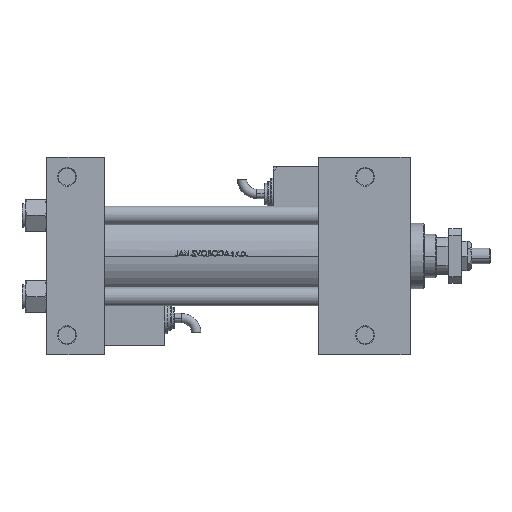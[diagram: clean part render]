
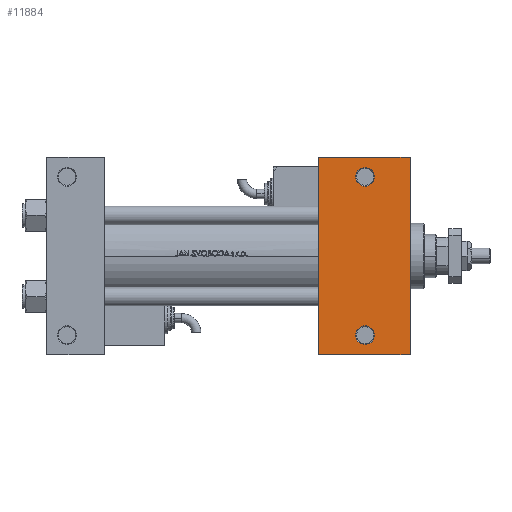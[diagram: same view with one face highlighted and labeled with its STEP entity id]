
A CAD part, front view. The second image highlights one B-rep face of the part: STEP entity #11884.
In plain terms, the highlighted face is planar.
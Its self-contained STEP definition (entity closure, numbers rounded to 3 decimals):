
#1426 = LINE ( 'NONE', #20710, #35572 ) ;
#2630 = VERTEX_POINT ( 'NONE', #32327 ) ;
#5083 = DIRECTION ( 'NONE',  ( -1., 0., 0. ) ) ;
#5127 = CARTESIAN_POINT ( 'NONE',  ( 234., 37.5, -37.5 ) ) ;
#5917 = DIRECTION ( 'NONE',  ( 0., 0., -1. ) ) ;
#6024 = DIRECTION ( 'NONE',  ( -1., 0., 0. ) ) ;
#7096 = VERTEX_POINT ( 'NONE', #22832 ) ;
#7220 = VERTEX_POINT ( 'NONE', #13025 ) ;
#8223 = VERTEX_POINT ( 'NONE', #11977 ) ;
#8334 = AXIS2_PLACEMENT_3D ( 'NONE', #19552, #23855, #35958 ) ;
#9148 = EDGE_CURVE ( 'NONE', #49284, #7096, #9369, .T. ) ;
#9369 = CIRCLE ( 'NONE', #21469, 5.999 ) ;
#9425 = VERTEX_POINT ( 'NONE', #16455 ) ;
#9526 = EDGE_LOOP ( 'NONE', ( #14971, #43954, #49764, #51945 ) ) ;
#9706 = DIRECTION ( 'NONE',  ( -1., 0., 0. ) ) ;
#10833 = DIRECTION ( 'NONE',  ( 0., -1., 0. ) ) ;
#11884 = ADVANCED_FACE ( 'NONE', ( #29654, #41780, #47137 ), #42047, .T. ) ;
#11977 = CARTESIAN_POINT ( 'NONE',  ( 234., -63.5, -37.5 ) ) ;
#13025 = CARTESIAN_POINT ( 'NONE',  ( 210.999, -51., -37.5 ) ) ;
#14610 = EDGE_CURVE ( 'NONE', #46823, #7220, #20812, .T. ) ;
#14637 = ORIENTED_EDGE ( 'NONE', *, *, #39372, .T. ) ;
#14971 = ORIENTED_EDGE ( 'NONE', *, *, #29528, .F. ) ;
#15298 = EDGE_CURVE ( 'NONE', #9425, #2630, #29044, .T. ) ;
#15429 = LINE ( 'NONE', #43711, #28308 ) ;
#16029 = AXIS2_PLACEMENT_3D ( 'NONE', #42002, #33643, #5083 ) ;
#16455 = CARTESIAN_POINT ( 'NONE',  ( 175., 63.5, -37.5 ) ) ;
#17617 = CARTESIAN_POINT ( 'NONE',  ( 210.999, 51., -37.5 ) ) ;
#19552 = CARTESIAN_POINT ( 'NONE',  ( 205., -51., -37.5 ) ) ;
#20023 = CARTESIAN_POINT ( 'NONE',  ( 175., -63.5, -37.5 ) ) ;
#20710 = CARTESIAN_POINT ( 'NONE',  ( 175., -63.5, -37.5 ) ) ;
#20812 = CIRCLE ( 'NONE', #49164, 5.999 ) ;
#21469 = AXIS2_PLACEMENT_3D ( 'NONE', #27081, #27613, #35933 ) ;
#22832 = CARTESIAN_POINT ( 'NONE',  ( 199.001, 51., -37.5 ) ) ;
#23855 = DIRECTION ( 'NONE',  ( 0., 0., 1. ) ) ;
#25623 = EDGE_LOOP ( 'NONE', ( #34444, #14637 ) ) ;
#26838 = EDGE_LOOP ( 'NONE', ( #51861, #29813 ) ) ;
#27081 = CARTESIAN_POINT ( 'NONE',  ( 205., 51., -37.5 ) ) ;
#27613 = DIRECTION ( 'NONE',  ( 0., 0., 1. ) ) ;
#27740 = VECTOR ( 'NONE', #53267, 1000. ) ;
#28157 = CARTESIAN_POINT ( 'NONE',  ( 175., 37.5, -37.5 ) ) ;
#28308 = VECTOR ( 'NONE', #10833, 1000. ) ;
#29044 = LINE ( 'NONE', #45468, #27740 ) ;
#29528 = EDGE_CURVE ( 'NONE', #9425, #33245, #32713, .T. ) ;
#29654 = FACE_BOUND ( 'NONE', #26838, .T. ) ;
#29813 = ORIENTED_EDGE ( 'NONE', *, *, #9148, .T. ) ;
#30134 = AXIS2_PLACEMENT_3D ( 'NONE', #5127, #5917, #9706 ) ;
#32327 = CARTESIAN_POINT ( 'NONE',  ( 234., 63.5, -37.5 ) ) ;
#32446 = EDGE_CURVE ( 'NONE', #8223, #33245, #1426, .T. ) ;
#32713 = LINE ( 'NONE', #28157, #49207 ) ;
#33245 = VERTEX_POINT ( 'NONE', #20023 ) ;
#33643 = DIRECTION ( 'NONE',  ( 0., 0., 1. ) ) ;
#34444 = ORIENTED_EDGE ( 'NONE', *, *, #14610, .T. ) ;
#35572 = VECTOR ( 'NONE', #6024, 1000. ) ;
#35933 = DIRECTION ( 'NONE',  ( -1., 0., 0. ) ) ;
#35958 = DIRECTION ( 'NONE',  ( -1., 0., 0. ) ) ;
#37013 = DIRECTION ( 'NONE',  ( 0., -1., 0. ) ) ;
#39372 = EDGE_CURVE ( 'NONE', #7220, #46823, #47898, .T. ) ;
#40298 = DIRECTION ( 'NONE',  ( -1., 0., 0. ) ) ;
#41254 = EDGE_CURVE ( 'NONE', #7096, #49284, #51267, .T. ) ;
#41780 = FACE_BOUND ( 'NONE', #25623, .T. ) ;
#42002 = CARTESIAN_POINT ( 'NONE',  ( 205., 51., -37.5 ) ) ;
#42047 = PLANE ( 'NONE',  #30134 ) ;
#42631 = CARTESIAN_POINT ( 'NONE',  ( 199.001, -51., -37.5 ) ) ;
#43711 = CARTESIAN_POINT ( 'NONE',  ( 234., 37.5, -37.5 ) ) ;
#43954 = ORIENTED_EDGE ( 'NONE', *, *, #15298, .T. ) ;
#44327 = DIRECTION ( 'NONE',  ( 0., 0., 1. ) ) ;
#45468 = CARTESIAN_POINT ( 'NONE',  ( 175., 63.5, -37.5 ) ) ;
#46823 = VERTEX_POINT ( 'NONE', #42631 ) ;
#46928 = EDGE_CURVE ( 'NONE', #2630, #8223, #15429, .T. ) ;
#47137 = FACE_OUTER_BOUND ( 'NONE', #9526, .T. ) ;
#47898 = CIRCLE ( 'NONE', #8334, 5.999 ) ;
#48365 = CARTESIAN_POINT ( 'NONE',  ( 205., -51., -37.5 ) ) ;
#49164 = AXIS2_PLACEMENT_3D ( 'NONE', #48365, #44327, #40298 ) ;
#49207 = VECTOR ( 'NONE', #37013, 1000. ) ;
#49284 = VERTEX_POINT ( 'NONE', #17617 ) ;
#49764 = ORIENTED_EDGE ( 'NONE', *, *, #46928, .T. ) ;
#51267 = CIRCLE ( 'NONE', #16029, 5.999 ) ;
#51861 = ORIENTED_EDGE ( 'NONE', *, *, #41254, .T. ) ;
#51945 = ORIENTED_EDGE ( 'NONE', *, *, #32446, .T. ) ;
#53267 = DIRECTION ( 'NONE',  ( 1., 0., 0. ) ) ;
